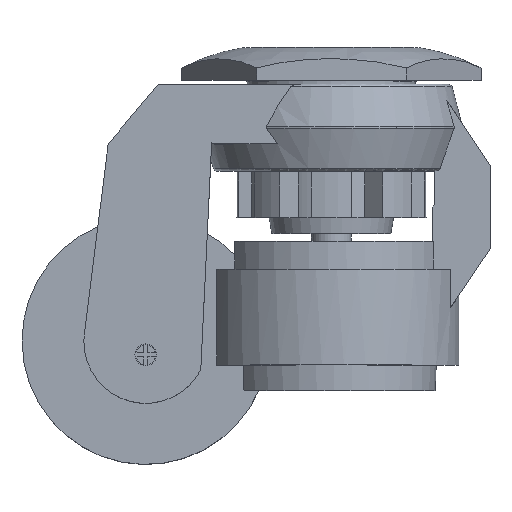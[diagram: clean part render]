
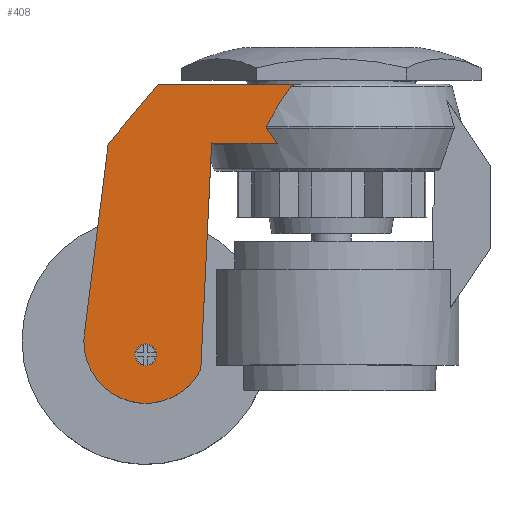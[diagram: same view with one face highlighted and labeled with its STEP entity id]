
A CAD part, top view. The second image highlights one B-rep face of the part: STEP entity #408.
In plain terms, the highlighted planar face has unit normal (0, 0, 1).
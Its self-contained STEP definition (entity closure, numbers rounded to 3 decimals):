
#408 = ADVANCED_FACE( '', ( #868, #869 ), #870, .T. );
#868 = FACE_BOUND( '', #1390, .T. );
#869 = FACE_OUTER_BOUND( '', #1391, .T. );
#870 = PLANE( '', #1392 );
#1390 = EDGE_LOOP( '', ( #2568 ) );
#1391 = EDGE_LOOP( '', ( #2569, #2570, #2571, #2572, #2573, #2574, #2575, #2576, #2577, #2578, #2579, #2580, #2581 ) );
#1392 = AXIS2_PLACEMENT_3D( '', #2582, #2583, #2584 );
#2568 = ORIENTED_EDGE( '', *, *, #3349, .T. );
#2569 = ORIENTED_EDGE( '', *, *, #3350, .F. );
#2570 = ORIENTED_EDGE( '', *, *, #3351, .T. );
#2571 = ORIENTED_EDGE( '', *, *, #3177, .F. );
#2572 = ORIENTED_EDGE( '', *, *, #2971, .T. );
#2573 = ORIENTED_EDGE( '', *, *, #3078, .T. );
#2574 = ORIENTED_EDGE( '', *, *, #2870, .T. );
#2575 = ORIENTED_EDGE( '', *, *, #3293, .T. );
#2576 = ORIENTED_EDGE( '', *, *, #2927, .T. );
#2577 = ORIENTED_EDGE( '', *, *, #3352, .T. );
#2578 = ORIENTED_EDGE( '', *, *, #3050, .T. );
#2579 = ORIENTED_EDGE( '', *, *, #3094, .T. );
#2580 = ORIENTED_EDGE( '', *, *, #3353, .T. );
#2581 = ORIENTED_EDGE( '', *, *, #3354, .T. );
#2582 = CARTESIAN_POINT( '', ( -46.543, -68.3, 28.5 ) );
#2583 = DIRECTION( '', ( 0., 0., 1. ) );
#2584 = DIRECTION( '', ( 1., 0., 0. ) );
#2870 = EDGE_CURVE( '', #3411, #3409, #3412, .T. );
#2927 = EDGE_CURVE( '', #3515, #3513, #3516, .T. );
#2971 = EDGE_CURVE( '', #3590, #3591, #3592, .T. );
#3050 = EDGE_CURVE( '', #3726, #3724, #3727, .T. );
#3078 = EDGE_CURVE( '', #3591, #3411, #3769, .T. );
#3094 = EDGE_CURVE( '', #3724, #3793, #3795, .T. );
#3177 = EDGE_CURVE( '', #3590, #3924, #3925, .T. );
#3293 = EDGE_CURVE( '', #3409, #3515, #4081, .T. );
#3349 = EDGE_CURVE( '', #4142, #4142, #4143, .F. );
#3350 = EDGE_CURVE( '', #4144, #4145, #4146, .T. );
#3351 = EDGE_CURVE( '', #4144, #3924, #4147, .T. );
#3352 = EDGE_CURVE( '', #3513, #3726, #4148, .T. );
#3353 = EDGE_CURVE( '', #3793, #4149, #4150, .T. );
#3354 = EDGE_CURVE( '', #4149, #4145, #4151, .T. );
#3409 = VERTEX_POINT( '', #4208 );
#3411 = VERTEX_POINT( '', #4211 );
#3412 = CIRCLE( '', #4212, 1. );
#3513 = VERTEX_POINT( '', #4344 );
#3515 = VERTEX_POINT( '', #4347 );
#3516 = CIRCLE( '', #4348, 1. );
#3590 = VERTEX_POINT( '', #4446 );
#3591 = VERTEX_POINT( '', #4447 );
#3592 = B_SPLINE_CURVE_WITH_KNOTS( '', 3, ( #4448, #4449, #4450, #4451, #4452, #4453, #4454, #4455, #4456, #4457 ), .UNSPECIFIED., .F., .F., ( 4, 2, 2, 2, 4 ), ( 0.036, 0.037, 0.037, 0.038, 0.039 ), .UNSPECIFIED. );
#3724 = VERTEX_POINT( '', #4723 );
#3726 = VERTEX_POINT( '', #4726 );
#3727 = CIRCLE( '', #4727, 15.5 );
#3769 = LINE( '', #4797, #4798 );
#3793 = VERTEX_POINT( '', #4849 );
#3795 = LINE( '', #4852, #4853 );
#3924 = VERTEX_POINT( '', #5028 );
#3925 = B_SPLINE_CURVE_WITH_KNOTS( '', 3, ( #5029, #5030, #5031, #5032, #5033, #5034 ), .UNSPECIFIED., .F., .F., ( 4, 2, 4 ), ( 0.028, 0.034, 0.04 ), .UNSPECIFIED. );
#4081 = LINE( '', #5268, #5269 );
#4142 = VERTEX_POINT( '', #5359 );
#4143 = CIRCLE( '', #5360, 2.71 );
#4144 = VERTEX_POINT( '', #5361 );
#4145 = VERTEX_POINT( '', #5362 );
#4146 = B_SPLINE_CURVE_WITH_KNOTS( '', 3, ( #5363, #5364, #5365, #5366 ), .UNSPECIFIED., .F., .F., ( 4, 4 ), ( 0.02, 0.024 ), .UNSPECIFIED. );
#4147 = B_SPLINE_CURVE_WITH_KNOTS( '', 3, ( #5367, #5368, #5369, #5370, #5371, #5372 ), .UNSPECIFIED., .F., .F., ( 4, 2, 4 ), ( 0.01, 0.011, 0.011 ), .UNSPECIFIED. );
#4148 = LINE( '', #5373, #5374 );
#4149 = VERTEX_POINT( '', #5375 );
#4150 = CIRCLE( '', #5376, 1. );
#4151 = LINE( '', #5377, #5378 );
#4208 = CARTESIAN_POINT( '', ( -43.642, -4.157, 28.5 ) );
#4211 = CARTESIAN_POINT( '', ( -42.876, -3.8, 28.5 ) );
#4212 = AXIS2_PLACEMENT_3D( '', #5459, #5460, #5461 );
#4344 = CARTESIAN_POINT( '', ( -55.978, -19.056, 28.5 ) );
#4347 = CARTESIAN_POINT( '', ( -55.762, -18.601, 28.5 ) );
#4348 = AXIS2_PLACEMENT_3D( '', #5536, #5537, #5538 );
#4446 = CARTESIAN_POINT( '', ( -10.157, -4.417, 28.5 ) );
#4447 = CARTESIAN_POINT( '', ( -6.936, -3.8, 28.5 ) );
#4448 = CARTESIAN_POINT( '', ( -10.157, -4.417, 28.5 ) );
#4449 = CARTESIAN_POINT( '', ( -10.048, -4.329, 28.5 ) );
#4450 = CARTESIAN_POINT( '', ( -9.922, -4.262, 28.5 ) );
#4451 = CARTESIAN_POINT( '', ( -9.668, -4.15, 28.5 ) );
#4452 = CARTESIAN_POINT( '', ( -9.537, -4.105, 28.5 ) );
#4453 = CARTESIAN_POINT( '', ( -9.135, -3.989, 28.5 ) );
#4454 = CARTESIAN_POINT( '', ( -8.861, -3.937, 28.5 ) );
#4455 = CARTESIAN_POINT( '', ( -8.04, -3.823, 28.5 ) );
#4456 = CARTESIAN_POINT( '', ( -7.489, -3.8, 28.5 ) );
#4457 = CARTESIAN_POINT( '', ( -6.936, -3.8, 28.5 ) );
#4723 = CARTESIAN_POINT( '', ( -32.736, -75.344, 28.5 ) );
#4726 = CARTESIAN_POINT( '', ( -61.768, -65.393, 28.5 ) );
#4727 = AXIS2_PLACEMENT_3D( '', #5707, #5708, #5709 );
#4797 = CARTESIAN_POINT( '', ( -5.749, -3.8, 28.5 ) );
#4798 = VECTOR( '', #5733, 1000. );
#4849 = CARTESIAN_POINT( '', ( -30.004, -18.509, 28.5 ) );
#4852 = CARTESIAN_POINT( '', ( -32.736, -75.344, 28.5 ) );
#4853 = VECTOR( '', #5749, 1000. );
#5028 = CARTESIAN_POINT( '', ( -16.29, -14.392, 28.5 ) );
#5029 = CARTESIAN_POINT( '', ( -10.157, -4.417, 28.5 ) );
#5030 = CARTESIAN_POINT( '', ( -11.344, -5.964, 28.5 ) );
#5031 = CARTESIAN_POINT( '', ( -12.417, -7.592, 28.5 ) );
#5032 = CARTESIAN_POINT( '', ( -14.439, -10.935, 28.5 ) );
#5033 = CARTESIAN_POINT( '', ( -15.387, -12.654, 28.5 ) );
#5034 = CARTESIAN_POINT( '', ( -16.29, -14.392, 28.5 ) );
#5268 = CARTESIAN_POINT( '', ( -43.642, -4.157, 28.5 ) );
#5269 = VECTOR( '', #5961, 1000. );
#5359 = CARTESIAN_POINT( '', ( -43.833, -71.652, 28.5 ) );
#5360 = AXIS2_PLACEMENT_3D( '', #6003, #6004, #6005 );
#5361 = CARTESIAN_POINT( '', ( -16.253, -14.953, 28.5 ) );
#5362 = CARTESIAN_POINT( '', ( -13.525, -18.8, 28.5 ) );
#5363 = CARTESIAN_POINT( '', ( -16.253, -14.953, 28.5 ) );
#5364 = CARTESIAN_POINT( '', ( -15.386, -16.262, 28.5 ) );
#5365 = CARTESIAN_POINT( '', ( -14.483, -17.548, 28.5 ) );
#5366 = CARTESIAN_POINT( '', ( -13.525, -18.8, 28.5 ) );
#5367 = CARTESIAN_POINT( '', ( -16.253, -14.953, 28.5 ) );
#5368 = CARTESIAN_POINT( '', ( -16.307, -14.871, 28.5 ) );
#5369 = CARTESIAN_POINT( '', ( -16.345, -14.776, 28.5 ) );
#5370 = CARTESIAN_POINT( '', ( -16.359, -14.578, 28.5 ) );
#5371 = CARTESIAN_POINT( '', ( -16.335, -14.479, 28.5 ) );
#5372 = CARTESIAN_POINT( '', ( -16.29, -14.392, 28.5 ) );
#5373 = CARTESIAN_POINT( '', ( -55.978, -19.056, 28.5 ) );
#5374 = VECTOR( '', #6006, 1000. );
#5375 = CARTESIAN_POINT( '', ( -29.299, -18.8, 28.5 ) );
#5376 = AXIS2_PLACEMENT_3D( '', #6007, #6008, #6009 );
#5377 = CARTESIAN_POINT( '', ( -29.299, -18.8, 28.5 ) );
#5378 = VECTOR( '', #6010, 1000. );
#5459 = CARTESIAN_POINT( '', ( -42.876, -4.8, 28.5 ) );
#5460 = DIRECTION( '', ( 0., 0., 1. ) );
#5461 = DIRECTION( '', ( 1., 0., 0. ) );
#5536 = CARTESIAN_POINT( '', ( -54.996, -19.244, 28.5 ) );
#5537 = DIRECTION( '', ( 0., 0., 1. ) );
#5538 = DIRECTION( '', ( 1., 0., 0. ) );
#5707 = CARTESIAN_POINT( '', ( -46.543, -68.3, 28.5 ) );
#5708 = DIRECTION( '', ( 0., 0., 1. ) );
#5709 = DIRECTION( '', ( 1., 0., 0. ) );
#5733 = DIRECTION( '', ( -1., 0., 0. ) );
#5749 = DIRECTION( '', ( 0.048, 0.999, 0. ) );
#5961 = DIRECTION( '', ( -0.643, -0.766, 0. ) );
#6003 = CARTESIAN_POINT( '', ( -46.543, -71.652, 28.5 ) );
#6004 = DIRECTION( '', ( 0., 0., 1. ) );
#6005 = DIRECTION( '', ( 1., 0., 0. ) );
#6006 = DIRECTION( '', ( -0.124, -0.992, 0. ) );
#6007 = CARTESIAN_POINT( '', ( -29.299, -17.8, 28.5 ) );
#6008 = DIRECTION( '', ( 0., 0., 1. ) );
#6009 = DIRECTION( '', ( 1., 0., 0. ) );
#6010 = DIRECTION( '', ( 1., 0., 0. ) );
